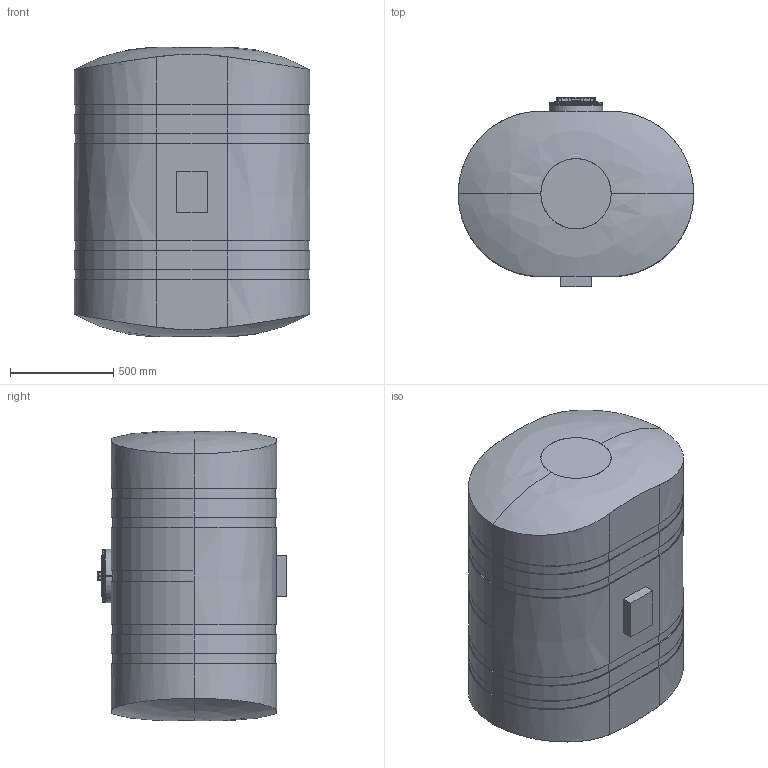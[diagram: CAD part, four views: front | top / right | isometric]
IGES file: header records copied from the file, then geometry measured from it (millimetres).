
Start section: SolidWorks IGES file using analytic representation for surfaces
Global section: file name: TANQUE ELIPTICO DE 1000 LITROS HORIZONTAL TAMPA 220mm.IGS; native system: SolidWorks 2016; preprocessor: SolidWorks 2016; author: sinar; date: 190211.165644; units: millimetre
Bounding box: 1140 x 919.43 x 1400 mm (x, y, z)
Surface area: 6381508.7 mm2 (no closed solid volume)
Topology: 0 solids, 0 shells, 4573 faces, 51370 edges, 51358 vertices
Faces by surface type: revolution 3695, bspline 878
